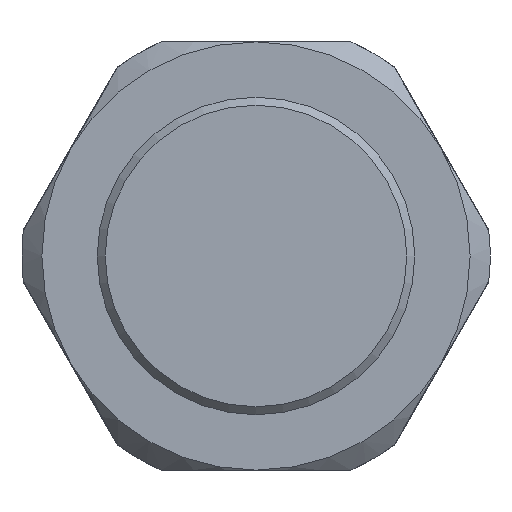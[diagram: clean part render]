
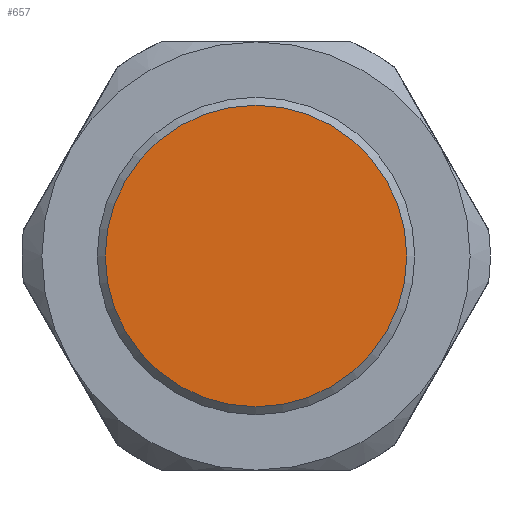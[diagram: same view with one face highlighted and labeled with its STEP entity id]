
A CAD part, front view. The second image highlights one B-rep face of the part: STEP entity #657.
In plain terms, the highlighted planar face has unit normal (0, -1, 0).
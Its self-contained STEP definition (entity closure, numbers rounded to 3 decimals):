
#60=FACE_OUTER_BOUND('',#100,.T.);
#100=EDGE_LOOP('',(#461));
#148=CIRCLE('',#736,9.4);
#284=VERTEX_POINT('',#1055);
#350=EDGE_CURVE('',#284,#284,#148,.T.);
#461=ORIENTED_EDGE('',*,*,#350,.F.);
#596=PLANE('',#740);
#657=ADVANCED_FACE('',(#60),#596,.T.);
#736=AXIS2_PLACEMENT_3D('',#1056,#858,#859);
#740=AXIS2_PLACEMENT_3D('',#1064,#868,#869);
#858=DIRECTION('center_axis',(0.,1.,0.));
#859=DIRECTION('ref_axis',(-1.,0.,0.));
#868=DIRECTION('center_axis',(0.,-1.,0.));
#869=DIRECTION('ref_axis',(0.,0.,-1.));
#1055=CARTESIAN_POINT('',(2.03,-8.941,0.));
#1056=CARTESIAN_POINT('Origin',(-7.37,-8.941,0.));
#1064=CARTESIAN_POINT('Origin',(-16.17,-8.941,0.));
